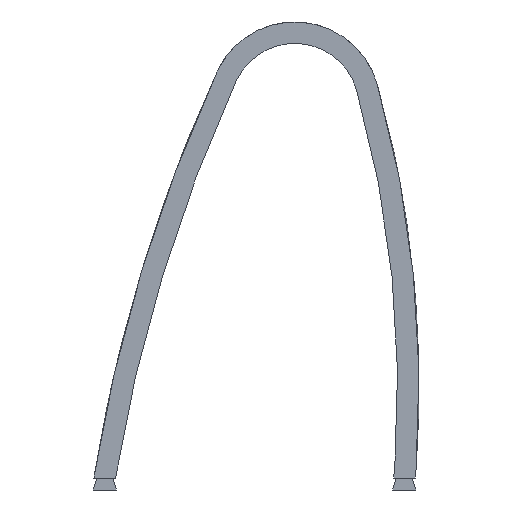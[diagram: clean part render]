
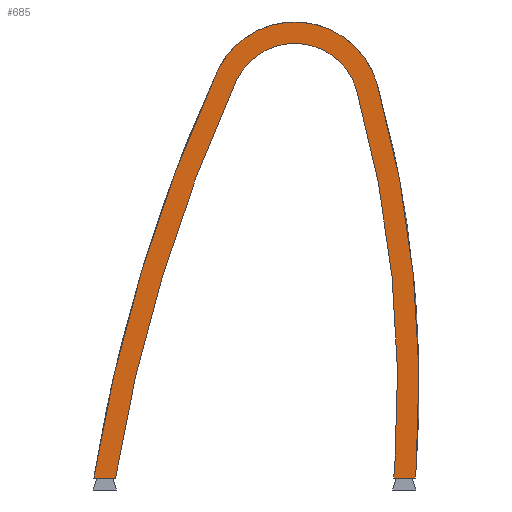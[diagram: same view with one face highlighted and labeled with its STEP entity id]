
A CAD part, left-side view. The second image highlights one B-rep face of the part: STEP entity #685.
In plain terms, the highlighted planar face has unit normal (-1, 0, 0).
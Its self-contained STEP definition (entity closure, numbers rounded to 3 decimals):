
#24=CIRCLE('',#721,20.);
#34=CIRCLE('',#739,261.763);
#36=CIRCLE('',#748,369.635);
#37=CIRCLE('',#750,15.);
#38=CIRCLE('',#752,364.635);
#39=CIRCLE('',#759,256.763);
#63=FACE_OUTER_BOUND('',#99,.T.);
#99=EDGE_LOOP('',(#564,#565,#566,#567,#568,#569,#570,#571,#572,#573));
#170=LINE('',#1133,#245);
#171=LINE('',#1137,#246);
#172=LINE('',#1139,#247);
#173=LINE('',#1140,#248);
#245=VECTOR('',#925,10.);
#246=VECTOR('',#928,10.);
#247=VECTOR('',#929,10.);
#248=VECTOR('',#930,10.);
#278=VERTEX_POINT('',#996);
#279=VERTEX_POINT('',#998);
#306=VERTEX_POINT('',#1064);
#311=VERTEX_POINT('',#1084);
#312=VERTEX_POINT('',#1088);
#313=VERTEX_POINT('',#1089);
#314=VERTEX_POINT('',#1094);
#328=VERTEX_POINT('',#1134);
#329=VERTEX_POINT('',#1136);
#330=VERTEX_POINT('',#1138);
#348=EDGE_CURVE('',#278,#279,#24,.T.);
#381=EDGE_CURVE('',#279,#306,#34,.T.);
#392=EDGE_CURVE('',#311,#278,#36,.T.);
#393=EDGE_CURVE('',#312,#313,#37,.T.);
#396=EDGE_CURVE('',#313,#314,#38,.T.);
#415=EDGE_CURVE('',#311,#314,#170,.T.);
#416=EDGE_CURVE('',#328,#312,#39,.T.);
#417=EDGE_CURVE('',#329,#328,#171,.T.);
#418=EDGE_CURVE('',#329,#330,#172,.T.);
#419=EDGE_CURVE('',#306,#330,#173,.T.);
#564=ORIENTED_EDGE('',*,*,#348,.F.);
#565=ORIENTED_EDGE('',*,*,#392,.F.);
#566=ORIENTED_EDGE('',*,*,#415,.T.);
#567=ORIENTED_EDGE('',*,*,#396,.F.);
#568=ORIENTED_EDGE('',*,*,#393,.F.);
#569=ORIENTED_EDGE('',*,*,#416,.F.);
#570=ORIENTED_EDGE('',*,*,#417,.F.);
#571=ORIENTED_EDGE('',*,*,#418,.T.);
#572=ORIENTED_EDGE('',*,*,#419,.F.);
#573=ORIENTED_EDGE('',*,*,#381,.F.);
#650=PLANE('',#758);
#685=ADVANCED_FACE('',(#63),#650,.F.);
#721=AXIS2_PLACEMENT_3D('',#999,#801,#802);
#739=AXIS2_PLACEMENT_3D('',#1065,#858,#859);
#748=AXIS2_PLACEMENT_3D('',#1086,#883,#884);
#750=AXIS2_PLACEMENT_3D('',#1090,#887,#888);
#752=AXIS2_PLACEMENT_3D('',#1095,#893,#894);
#758=AXIS2_PLACEMENT_3D('',#1132,#923,#924);
#759=AXIS2_PLACEMENT_3D('',#1135,#926,#927);
#801=DIRECTION('center_axis',(1.,0.,0.));
#802=DIRECTION('ref_axis',(0.,-0.077,0.997));
#858=DIRECTION('center_axis',(1.,0.,0.));
#859=DIRECTION('ref_axis',(0.,-0.901,0.434));
#883=DIRECTION('center_axis',(1.,0.,0.));
#884=DIRECTION('ref_axis',(0.,0.987,0.159));
#887=DIRECTION('center_axis',(-1.,0.,0.));
#888=DIRECTION('ref_axis',(0.,-0.077,0.997));
#893=DIRECTION('center_axis',(-1.,0.,0.));
#894=DIRECTION('ref_axis',(0.,0.987,0.16));
#923=DIRECTION('center_axis',(1.,0.,0.));
#924=DIRECTION('ref_axis',(0.,0.,-1.));
#925=DIRECTION('',(0.,-1.,0.));
#926=DIRECTION('center_axis',(-1.,0.,0.));
#927=DIRECTION('ref_axis',(0.,-0.916,0.401));
#928=DIRECTION('',(0.,-0.108,0.994));
#929=DIRECTION('',(0.,-1.,0.));
#930=DIRECTION('',(0.,0.108,-0.994));
#996=CARTESIAN_POINT('',(0.,63.269,236.11));
#998=CARTESIAN_POINT('',(0.,25.824,233.207));
#999=CARTESIAN_POINT('Origin',(0.,45.079,227.797));
#1064=CARTESIAN_POINT('',(0.,16.739,143.657));
#1065=CARTESIAN_POINT('Origin',(0.,277.83,162.404));
#1084=CARTESIAN_POINT('',(0.,91.998,141.323));
#1086=CARTESIAN_POINT('Origin',(0.,-272.922,82.469));
#1088=CARTESIAN_POINT('',(0.,30.638,231.854));
#1089=CARTESIAN_POINT('',(0.,58.722,234.032));
#1090=CARTESIAN_POINT('Origin',(0.,45.079,227.797));
#1094=CARTESIAN_POINT('',(0.,86.932,141.323));
#1095=CARTESIAN_POINT('Origin',(0.,-272.922,82.469));
#1132=CARTESIAN_POINT('Origin',(0.,54.032,127.046));
#1133=CARTESIAN_POINT('',(0.,30.223,141.323));
#1134=CARTESIAN_POINT('',(0.,21.72,144.105));
#1135=CARTESIAN_POINT('Origin',(0.,277.83,162.404));
#1136=CARTESIAN_POINT('',(0.,22.022,141.323));
#1137=CARTESIAN_POINT('',(0.,21.72,144.105));
#1138=CARTESIAN_POINT('',(0.,16.992,141.323));
#1139=CARTESIAN_POINT('',(0.,30.223,141.323));
#1140=CARTESIAN_POINT('',(0.,16.739,143.657));
